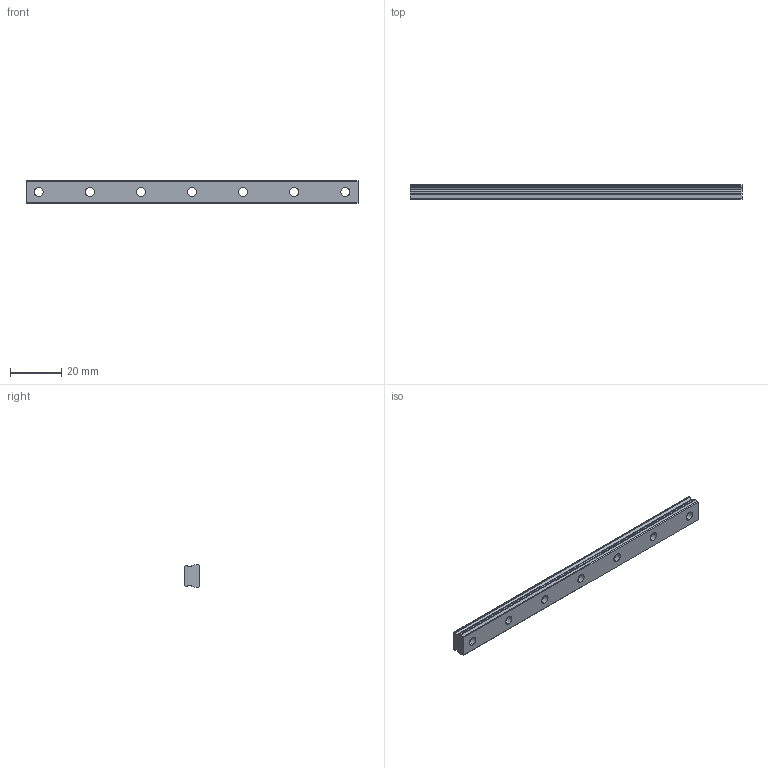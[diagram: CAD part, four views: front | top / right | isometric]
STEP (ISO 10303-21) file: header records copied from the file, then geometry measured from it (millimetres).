
FILE_DESCRIPTION (( 'STEP AP214' ), '1' );
FILE_NAME ('SRS9XGMSS-130LM_G5_0_0_0_0_0_1.STEP', '2021-08-13T09:11:19', ( '' ), ( '' ), 'SwSTEP 2.0', 'SolidWorks 2021', '' );
FILE_SCHEMA (( 'AUTOMOTIVE_DESIGN' ));
Length unit declared in the file: millimetre
Products named in the file (2): _SRS9XGM1305 Track; SRS9XGMSS-130LM_G5_0_0_0_0_0_1
Assembly tree (1 placements, depth 2):
  SRS9XGMSS-130LM_G5_0_0_0_0_0_1
    _SRS9XGM1305 Track
Bounding box: 130 x 5.5 x 9 mm (x, y, z)
Volume: 5123.4 mm3; surface area: 4298.8 mm2
Topology: 1 solids, 1 shells, 64 faces, 165 edges, 110 vertices
Faces by surface type: cylinder 41, plane 23
Entity records: 2085 total; most frequent: DIRECTION 383, CARTESIAN_POINT 343, ORIENTED_EDGE 330, EDGE_CURVE 165, AXIS2_PLACEMENT_3D 150, VERTEX_POINT 110, EDGE_LOOP 85, LINE 83
